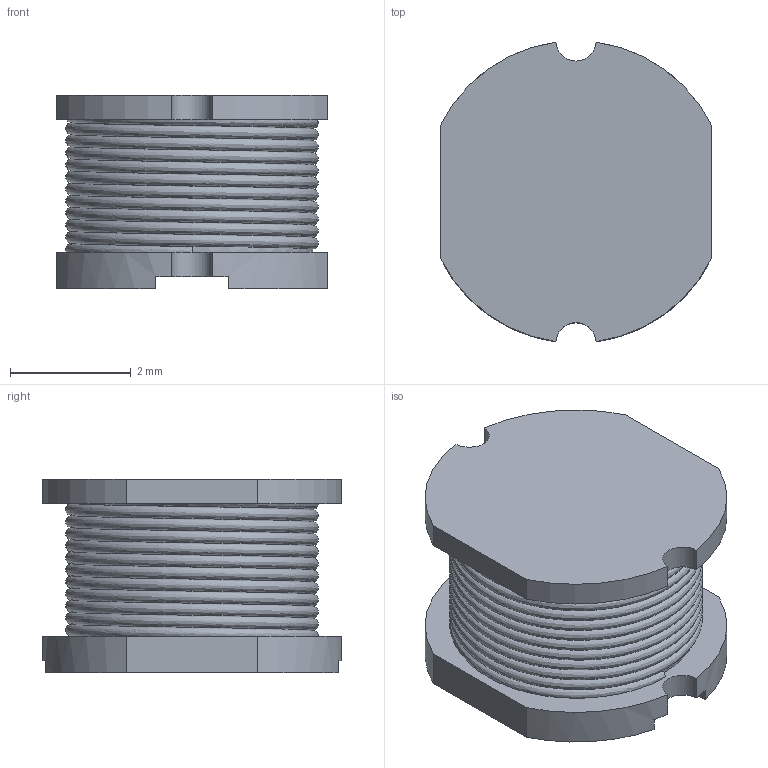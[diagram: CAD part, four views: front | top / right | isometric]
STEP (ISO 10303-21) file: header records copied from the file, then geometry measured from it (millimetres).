
FILE_DESCRIPTION (( 'STEP AP214' ), '1' );
FILE_NAME ('smd_4.5mmx5.0mmx3.2mm.STEP', '2019-11-16T16:34:39', ( '' ), ( '' ), 'SwSTEP 2.0', 'SolidWorks 2019', '' );
FILE_SCHEMA (( 'AUTOMOTIVE_DESIGN' ));
Length unit declared in the file: millimetre
Products named in the file (1): smd_4.5mmx5.0mmx3.2mm
Bounding box: 4.5 x 4.96 x 3.2 mm (x, y, z)
Volume: 47.1 mm3; surface area: 109 mm2
Topology: 1 solids, 1 shells, 49 faces, 135 edges, 90 vertices
Faces by surface type: cylinder 35, plane 13, bspline 1
Entity records: 2906 total; most frequent: CARTESIAN_POINT 1707, ORIENTED_EDGE 270, DIRECTION 218, EDGE_CURVE 135, VERTEX_POINT 90, AXIS2_PLACEMENT_3D 81, VECTOR 56, LINE 56
